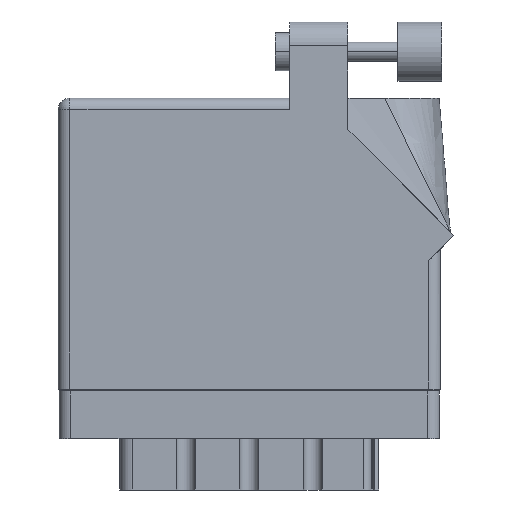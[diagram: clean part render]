
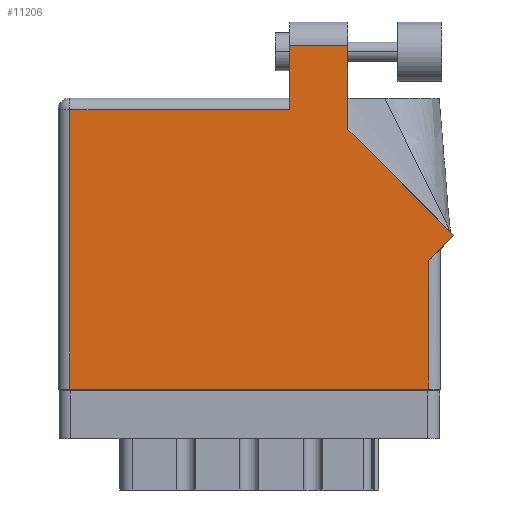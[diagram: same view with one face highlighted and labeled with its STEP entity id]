
A CAD part, front view. The second image highlights one B-rep face of the part: STEP entity #11206.
In plain terms, the highlighted face is planar.
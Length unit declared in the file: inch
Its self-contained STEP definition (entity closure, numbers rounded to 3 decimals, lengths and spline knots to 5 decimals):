
#330 = AXIS2_PLACEMENT_3D ( 'NONE', #7682, #28201, #30791 ) ;
#721 = CARTESIAN_POINT ( 'NONE',  ( 1.948, 0.737, 0. ) ) ;
#1492 = CARTESIAN_POINT ( 'NONE',  ( 2.08071, 0.80771, 0. ) ) ;
#1999 = LINE ( 'NONE', #6998, #30941 ) ;
#2238 = ORIENTED_EDGE ( 'NONE', *, *, #11357, .T. ) ;
#2367 = CARTESIAN_POINT ( 'NONE',  ( 1.217, 1.805, 0. ) ) ;
#3414 = CARTESIAN_POINT ( 'NONE',  ( 1.524, 1.36442, 0. ) ) ;
#4753 = LINE ( 'NONE', #31988, #9972 ) ;
#5105 = PLANE ( 'NONE',  #330 ) ;
#5649 = CARTESIAN_POINT ( 'NONE',  ( 0.062, 0., 0. ) ) ;
#5793 = CARTESIAN_POINT ( 'NONE',  ( 1.524, 1.36442, 0. ) ) ;
#6246 = LINE ( 'NONE', #721, #11871 ) ;
#6249 = VERTEX_POINT ( 'NONE', #19697 ) ;
#6670 = CARTESIAN_POINT ( 'NONE',  ( 2.01, 0.737, 0. ) ) ;
#6998 = CARTESIAN_POINT ( 'NONE',  ( 0., 0., 0. ) ) ;
#7107 = VERTEX_POINT ( 'NONE', #10161 ) ;
#7682 = CARTESIAN_POINT ( 'NONE',  ( 0., 1.53, 0. ) ) ;
#8232 = VECTOR ( 'NONE', #12951, 39.37008 ) ;
#9476 = VECTOR ( 'NONE', #21657, 39.37008 ) ;
#9537 = VERTEX_POINT ( 'NONE', #5649 ) ;
#9972 = VECTOR ( 'NONE', #16844, 39.37008 ) ;
#10161 = CARTESIAN_POINT ( 'NONE',  ( 1.217, 1.805, 0. ) ) ;
#10578 = ORIENTED_EDGE ( 'NONE', *, *, #30217, .T. ) ;
#11125 = VECTOR ( 'NONE', #21949, 39.37008 ) ;
#11206 = ADVANCED_FACE ( 'NONE', ( #13126 ), #5105, .F. ) ;
#11357 = EDGE_CURVE ( 'NONE', #26442, #12845, #31964, .T. ) ;
#11822 = LINE ( 'NONE', #6670, #27897 ) ;
#11871 = VECTOR ( 'NONE', #18660, 39.37008 ) ;
#12845 = VERTEX_POINT ( 'NONE', #5793 ) ;
#12951 = DIRECTION ( 'NONE',  ( -1., 0., 0. ) ) ;
#13126 = FACE_OUTER_BOUND ( 'NONE', #17857, .T. ) ;
#16772 = DIRECTION ( 'NONE',  ( 0.707, 0.707, 0. ) ) ;
#16844 = DIRECTION ( 'NONE',  ( -1., 0., 0. ) ) ;
#17019 = EDGE_CURVE ( 'NONE', #6249, #31570, #6246, .T. ) ;
#17200 = DIRECTION ( 'NONE',  ( 1., 0., 0. ) ) ;
#17320 = EDGE_CURVE ( 'NONE', #32476, #7107, #24658, .T. ) ;
#17721 = CARTESIAN_POINT ( 'NONE',  ( 0.062, 1.468, 0. ) ) ;
#17726 = VERTEX_POINT ( 'NONE', #17721 ) ;
#17857 = EDGE_LOOP ( 'NONE', ( #10578, #26201, #24884, #26483, #30645, #24494, #26191, #18154, #2238 ) ) ;
#18154 = ORIENTED_EDGE ( 'NONE', *, *, #21654, .T. ) ;
#18660 = DIRECTION ( 'NONE',  ( 0., 1., 0. ) ) ;
#18894 = EDGE_CURVE ( 'NONE', #9537, #6249, #1999, .T. ) ;
#19393 = CARTESIAN_POINT ( 'NONE',  ( 1.217, 1.53, 0. ) ) ;
#19697 = CARTESIAN_POINT ( 'NONE',  ( 1.948, 0., 0. ) ) ;
#20367 = EDGE_CURVE ( 'NONE', #33152, #17726, #4753, .T. ) ;
#20388 = CARTESIAN_POINT ( 'NONE',  ( 1.217, 1.468, 0. ) ) ;
#20911 = EDGE_CURVE ( 'NONE', #17726, #9537, #29944, .T. ) ;
#21112 = LINE ( 'NONE', #3414, #9476 ) ;
#21654 = EDGE_CURVE ( 'NONE', #31570, #26442, #11822, .T. ) ;
#21657 = DIRECTION ( 'NONE',  ( 0., 1., 0. ) ) ;
#21949 = DIRECTION ( 'NONE',  ( 0., -1., 0. ) ) ;
#23104 = VECTOR ( 'NONE', #31634, 39.37008 ) ;
#24494 = ORIENTED_EDGE ( 'NONE', *, *, #18894, .T. ) ;
#24658 = LINE ( 'NONE', #2367, #8232 ) ;
#24713 = DIRECTION ( 'NONE',  ( -0.707, 0.707, 0. ) ) ;
#24884 = ORIENTED_EDGE ( 'NONE', *, *, #26729, .T. ) ;
#25313 = CARTESIAN_POINT ( 'NONE',  ( 1.948, 0.675, 0. ) ) ;
#25934 = CARTESIAN_POINT ( 'NONE',  ( 2.08071, 0.80771, 0. ) ) ;
#26191 = ORIENTED_EDGE ( 'NONE', *, *, #17019, .T. ) ;
#26201 = ORIENTED_EDGE ( 'NONE', *, *, #17320, .T. ) ;
#26348 = CARTESIAN_POINT ( 'NONE',  ( 0.062, 0., 0. ) ) ;
#26383 = LINE ( 'NONE', #19393, #11125 ) ;
#26442 = VERTEX_POINT ( 'NONE', #25934 ) ;
#26483 = ORIENTED_EDGE ( 'NONE', *, *, #20367, .T. ) ;
#26729 = EDGE_CURVE ( 'NONE', #7107, #33152, #26383, .T. ) ;
#27897 = VECTOR ( 'NONE', #16772, 39.37008 ) ;
#28201 = DIRECTION ( 'NONE',  ( 0., 0., -1. ) ) ;
#29835 = CARTESIAN_POINT ( 'NONE',  ( 1.524, 1.805, 0. ) ) ;
#29944 = LINE ( 'NONE', #26348, #23104 ) ;
#30217 = EDGE_CURVE ( 'NONE', #12845, #32476, #21112, .T. ) ;
#30645 = ORIENTED_EDGE ( 'NONE', *, *, #20911, .T. ) ;
#30791 = DIRECTION ( 'NONE',  ( -1., 0., 0. ) ) ;
#30941 = VECTOR ( 'NONE', #17200, 39.37008 ) ;
#31570 = VERTEX_POINT ( 'NONE', #25313 ) ;
#31634 = DIRECTION ( 'NONE',  ( 0., -1., 0. ) ) ;
#31964 = LINE ( 'NONE', #1492, #32765 ) ;
#31988 = CARTESIAN_POINT ( 'NONE',  ( 0., 1.468, 0. ) ) ;
#32476 = VERTEX_POINT ( 'NONE', #29835 ) ;
#32765 = VECTOR ( 'NONE', #24713, 39.37008 ) ;
#33152 = VERTEX_POINT ( 'NONE', #20388 ) ;
